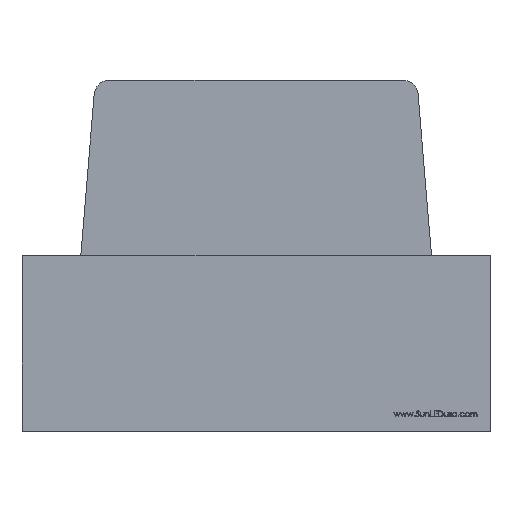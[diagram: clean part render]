
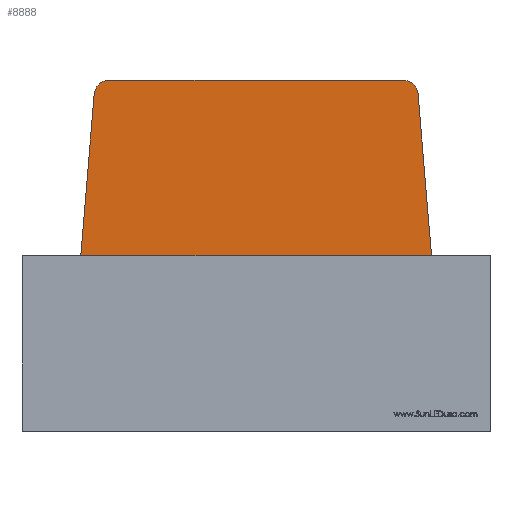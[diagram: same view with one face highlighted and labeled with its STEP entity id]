
A CAD part, top view. The second image highlights one B-rep face of the part: STEP entity #8888.
In plain terms, the highlighted planar face has unit normal (0, 0, 1).
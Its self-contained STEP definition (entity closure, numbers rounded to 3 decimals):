
#212 = LINE ( 'NONE', #213, #10219 ) ;
#213 = CARTESIAN_POINT ( 'NONE',  ( -0.736, -1.336, 0.3 ) ) ;
#214 = DIRECTION ( 'NONE',  ( -0.083, -0.997, 0. ) ) ;
#456 = LINE ( 'NONE', #457, #10240 ) ;
#457 = CARTESIAN_POINT ( 'NONE',  ( 0.736, -1.336, 0.3 ) ) ;
#458 = DIRECTION ( 'NONE',  ( -0.083, 0.997, 0. ) ) ;
#486 = LINE ( 'NONE', #487, #10250 ) ;
#487 = CARTESIAN_POINT ( 'NONE',  ( 0., 0.3, 0.3 ) ) ;
#488 = DIRECTION ( 'NONE',  ( 1., 0., 0. ) ) ;
#492 = LINE ( 'NONE', #493, #10252 ) ;
#493 = CARTESIAN_POINT ( 'NONE',  ( 0., 0.9, 0.3 ) ) ;
#494 = DIRECTION ( 'NONE',  ( -1., 0., 0. ) ) ;
#1284 = CARTESIAN_POINT ( 'NONE',  ( -0.504, 0.85, 0.3 ) ) ;
#1300 = DIRECTION ( 'NONE',  ( 0., 0., 1. ) ) ;
#1301 = DIRECTION ( 'NONE',  ( 1., 0., 0. ) ) ;
#1679 = CARTESIAN_POINT ( 'NONE',  ( 0.504, 0.85, 0.3 ) ) ;
#1680 = DIRECTION ( 'NONE',  ( 0., 0., 1. ) ) ;
#1681 = DIRECTION ( 'NONE',  ( 1., 0., 0. ) ) ;
#2401 = VERTEX_POINT ( 'NONE', #11767 ) ;
#2404 = VERTEX_POINT ( 'NONE', #11770 ) ;
#2405 = VERTEX_POINT ( 'NONE', #11771 ) ;
#2408 = VERTEX_POINT ( 'NONE', #11774 ) ;
#2410 = VERTEX_POINT ( 'NONE', #11776 ) ;
#2411 = VERTEX_POINT ( 'NONE', #11777 ) ;
#2809 = ORIENTED_EDGE ( 'NONE', *, *, #9212, .T. ) ;
#2821 = ORIENTED_EDGE ( 'NONE', *, *, #9170, .T. ) ;
#2824 = ORIENTED_EDGE ( 'NONE', *, *, #9294, .T. ) ;
#2835 = ORIENTED_EDGE ( 'NONE', *, *, #9214, .T. ) ;
#2836 = ORIENTED_EDGE ( 'NONE', *, *, #9254, .T. ) ;
#2870 = ORIENTED_EDGE ( 'NONE', *, *, #9202, .T. ) ;
#4941 = EDGE_LOOP ( 'NONE', ( #2870, #2824, #2835, #2836, #2821, #2809 ) ) ;
#6167 = PLANE ( 'NONE',  #10650 ) ;
#6168 = CARTESIAN_POINT ( 'NONE',  ( 0., -1.397, 0.3 ) ) ;
#6169 = DIRECTION ( 'NONE',  ( 0., 0., 1. ) ) ;
#6170 = DIRECTION ( 'NONE',  ( 1., 0., 0. ) ) ;
#8888 = ADVANCED_FACE ( 'NONE', ( #10647 ), #6167, .T. ) ;
#9170 = EDGE_CURVE ( 'NONE', #2401, #2411, #212, .T. ) ;
#9202 = EDGE_CURVE ( 'NONE', #2410, #2404, #456, .T. ) ;
#9212 = EDGE_CURVE ( 'NONE', #2411, #2410, #486, .T. ) ;
#9214 = EDGE_CURVE ( 'NONE', #2405, #2408, #492, .T. ) ;
#9254 = EDGE_CURVE ( 'NONE', #2408, #2401, #11315, .T. ) ;
#9294 = EDGE_CURVE ( 'NONE', #2404, #2405, #11314, .T. ) ;
#10219 = VECTOR ( 'NONE', #214, 1000. ) ;
#10240 = VECTOR ( 'NONE', #458, 1000. ) ;
#10250 = VECTOR ( 'NONE', #488, 1000. ) ;
#10252 = VECTOR ( 'NONE', #494, 1000. ) ;
#10273 = AXIS2_PLACEMENT_3D ( 'NONE', #1284, #1300, #1301 ) ;
#10308 = AXIS2_PLACEMENT_3D ( 'NONE', #1679, #1680, #1681 ) ;
#10647 = FACE_OUTER_BOUND ( 'NONE', #4941, .T. ) ;
#10650 = AXIS2_PLACEMENT_3D ( 'NONE', #6168, #6169, #6170 ) ;
#11314 = CIRCLE ( 'NONE', #10308, 0.05 ) ;
#11315 = CIRCLE ( 'NONE', #10273, 0.05 ) ;
#11767 = CARTESIAN_POINT ( 'NONE',  ( -0.554, 0.854, 0.3 ) ) ;
#11770 = CARTESIAN_POINT ( 'NONE',  ( 0.554, 0.854, 0.3 ) ) ;
#11771 = CARTESIAN_POINT ( 'NONE',  ( 0.504, 0.9, 0.3 ) ) ;
#11774 = CARTESIAN_POINT ( 'NONE',  ( -0.504, 0.9, 0.3 ) ) ;
#11776 = CARTESIAN_POINT ( 'NONE',  ( 0.6, 0.3, 0.3 ) ) ;
#11777 = CARTESIAN_POINT ( 'NONE',  ( -0.6, 0.3, 0.3 ) ) ;
